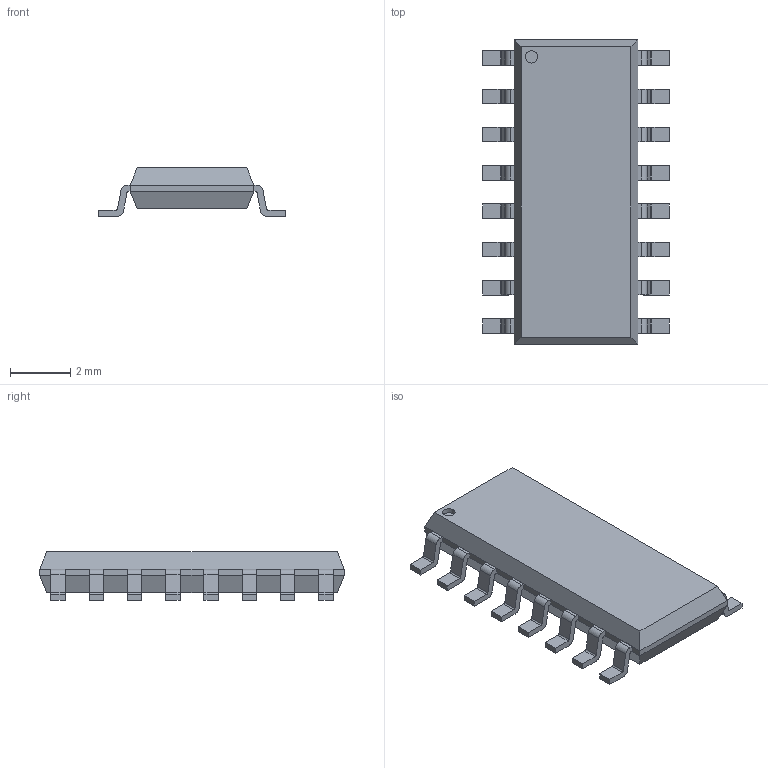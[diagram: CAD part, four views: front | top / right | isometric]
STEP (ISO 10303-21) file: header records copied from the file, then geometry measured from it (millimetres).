
FILE_DESCRIPTION(/* description */ (''),/* implementation_level */ '2;1');
FILE_NAME(/* name */ 'SSOP-16L.step',/* time_stamp */ '2022-05-12T10:54:21+05:00',/* author */ (''),/* organization */ (''),/* preprocessor_version */ 'ST-DEVELOPER v18.1',/* originating_system */ 'Autodesk Translation Framework v10.14.0.1471',/* authorisation */ '');
FILE_SCHEMA (('AUTOMOTIVE_DESIGN { 1 0 10303 214 3 1 1 }'));
Length unit declared in the file: millimetre
Products named in the file (2): SSOP-16L; Model
Assembly tree (1 placements, depth 2):
  SSOP-16L
    Model
Bounding box: 6.2 x 10.1 x 1.6 mm (x, y, z)
Volume: 54.9 mm3; surface area: 149.9 mm2
Topology: 17 solids, 17 shells, 240 faces, 607 edges, 402 vertices
Faces by surface type: plane 175, cylinder 65
Full cylindrical faces by diameter (mm): 0.41 x1
Entity records: 7228 total; most frequent: CARTESIAN_POINT 1252, DIRECTION 1223, ORIENTED_EDGE 1214, EDGE_CURVE 607, LINE 477, VECTOR 477, VERTEX_POINT 402, AXIS2_PLACEMENT_3D 373
